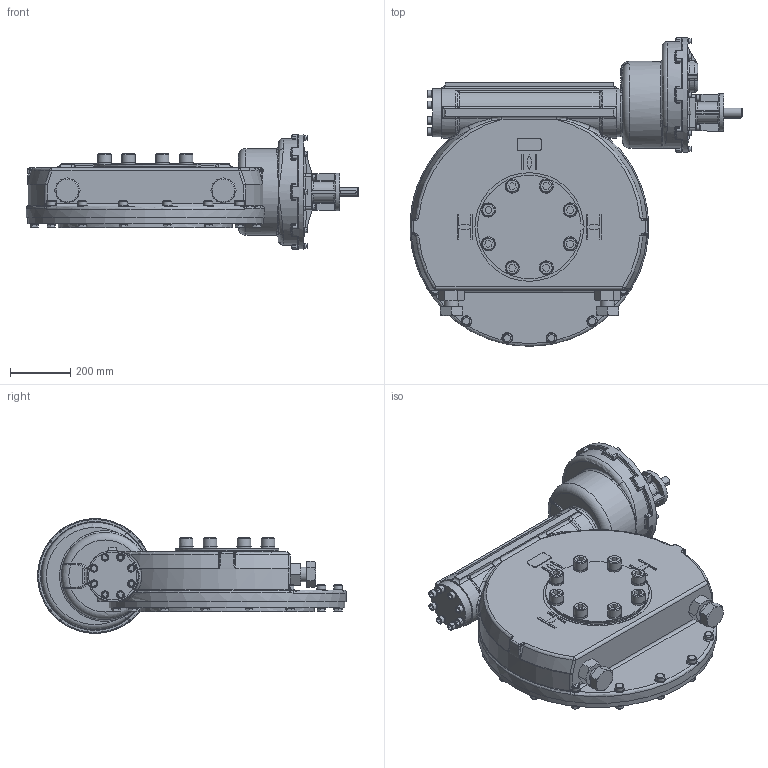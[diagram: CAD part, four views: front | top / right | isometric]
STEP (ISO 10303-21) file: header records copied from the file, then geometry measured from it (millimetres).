
FILE_DESCRIPTION(/* description */ ('Unknown'),/* implementation_level */ '2;1');
FILE_NAME(/* name */ 'PUB-IW116-IR35_SOLID_0-0',/* time_stamp */ '2019-11-12T23:18:18+00:00',/* author */ ('Unknown'),/* organization */ ('Unknown'),/* preprocessor_version */ 'ST-DEVELOPER v16.7',/* originating_system */ 'DEX',/* authorisation */ $);
FILE_SCHEMA (('AUTOMOTIVE_DESIGN {1 0 10303 214 3 1 1}'));
Products named in the file (1): PUB-IW116-IR35_SOLID_0-0
Bounding box: 1106.25 x 1028.5 x 381.84 mm (x, y, z)
Volume: 103690268.9 mm3; surface area: 2782720.6 mm2
Topology: 1 solids, 1 shells, 4655 faces, 12382 edges, 7751 vertices
Faces by surface type: plane 3510, cylinder 380, torus 231, bspline 230, cone 212, sphere 92
Full cylindrical faces by diameter (mm): 10.5 x4, 13.835 x1, 16 x8, 16.6 x8, 18 x4, 19 x4, 24 x8, 25.4 x48, 26.211 x8, 30 x5, 45 x8, 47 x8, 48 x2, 50 x1, 50.2 x1, 70.05 x1, 125 x1, 160 x2, 170 x1, 249.92 x1, 250 x4, 259.4 x1, 260.8 x1, 280 x1, 290 x1, 340 x1, 356 x1, 362 x1, 382 x1, 580 x1
Entity records: 150866 total; most frequent: CARTESIAN_POINT 42963, ORIENTED_EDGE 23916, DIRECTION 20363, EDGE_CURVE 11958, LINE 8079, VECTOR 8079, VERTEX_POINT 7634, AXIS2_PLACEMENT_3D 6142
